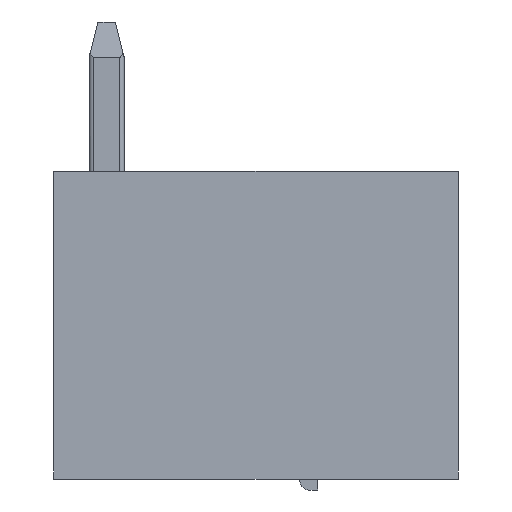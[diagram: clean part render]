
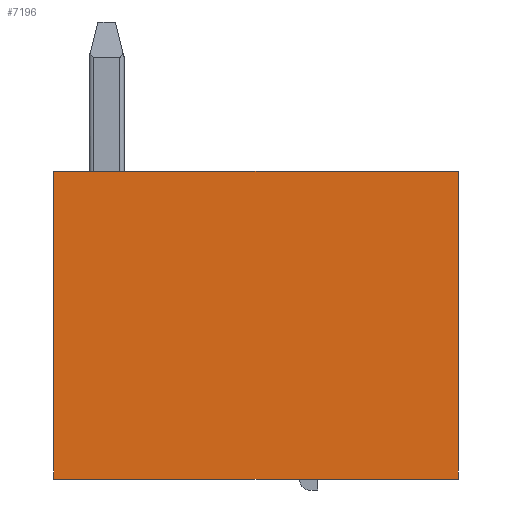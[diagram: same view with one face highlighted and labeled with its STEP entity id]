
A CAD part, front view. The second image highlights one B-rep face of the part: STEP entity #7196.
In plain terms, the highlighted planar face has unit normal (0, -1, 0).
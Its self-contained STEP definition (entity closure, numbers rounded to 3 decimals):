
#74=DIRECTION('',(0.,0.,1.));
#75=VECTOR('',#74,7.);
#76=CARTESIAN_POINT('',(0.,-4.51,-7.));
#77=LINE('',#76,#75);
#426=DIRECTION('',(0.,0.,1.));
#427=VECTOR('',#426,7.);
#428=CARTESIAN_POINT('',(9.2,-4.51,-7.));
#429=LINE('',#428,#427);
#2307=DIRECTION('',(-1.,0.,0.));
#2308=VECTOR('',#2307,9.2);
#2309=CARTESIAN_POINT('',(9.2,-4.51,0.));
#2310=LINE('',#2309,#2308);
#2526=DIRECTION('',(-1.,0.,0.));
#2527=VECTOR('',#2526,9.2);
#2528=CARTESIAN_POINT('',(9.2,-4.51,-7.));
#2529=LINE('',#2528,#2527);
#3714=CARTESIAN_POINT('',(9.2,-4.51,-7.));
#3715=CARTESIAN_POINT('',(9.2,-4.51,0.));
#3716=VERTEX_POINT('',#3714);
#3717=VERTEX_POINT('',#3715);
#3722=CARTESIAN_POINT('',(0.,-4.51,-7.));
#3723=CARTESIAN_POINT('',(0.,-4.51,0.));
#3724=VERTEX_POINT('',#3722);
#3725=VERTEX_POINT('',#3723);
#7185=CARTESIAN_POINT('',(9.2,-4.51,-7.));
#7186=DIRECTION('',(0.,1.,0.));
#7187=DIRECTION('',(0.,0.,1.));
#7188=AXIS2_PLACEMENT_3D('',#7185,#7186,#7187);
#7189=PLANE('',#7188);
#7190=ORIENTED_EDGE('',*,*,#4107,.F.);
#7191=ORIENTED_EDGE('',*,*,#3935,.T.);
#7192=ORIENTED_EDGE('',*,*,#3972,.T.);
#7193=ORIENTED_EDGE('',*,*,#7055,.F.);
#7194=EDGE_LOOP('',(#7190,#7191,#7192,#7193));
#7195=FACE_OUTER_BOUND('',#7194,.F.);
#7196=ADVANCED_FACE('',(#7195),#7189,.F.);
#3935=EDGE_CURVE('',#3716,#3724,#2529,.T.);
#3972=EDGE_CURVE('',#3724,#3725,#77,.T.);
#4107=EDGE_CURVE('',#3716,#3717,#429,.T.);
#7055=EDGE_CURVE('',#3717,#3725,#2310,.T.);
